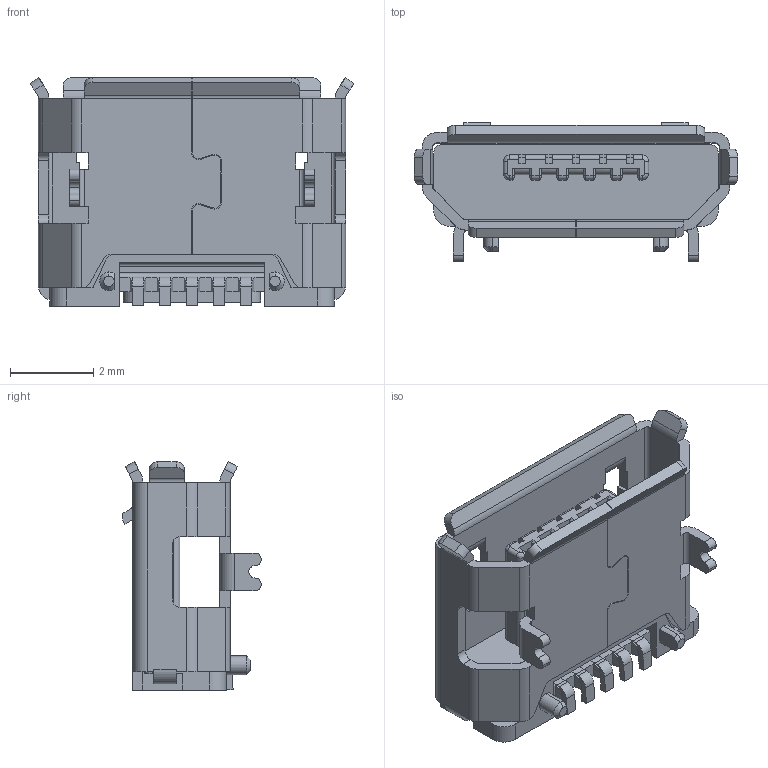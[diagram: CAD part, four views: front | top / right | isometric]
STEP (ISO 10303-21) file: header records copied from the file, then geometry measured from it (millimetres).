
FILE_DESCRIPTION(('STEP AP242'),'1');
FILE_NAME('usb3080-30-01-a.stp','2024-03-07T14:34:54',('TraceParts'),('TraceParts S.A.'),'Spatial InterOp 3D',' ',' ');
FILE_SCHEMA(('AP242_MANAGED_MODEL_BASED_3D_ENGINEERING_MIM_LF {1 0 10303 442 1 1 4}'));
Length unit declared in the file: millimetre
Products named in the file (1): usb3080-30-01-a_1
Bounding box: 7.8 x 3.34 x 5.5 mm (x, y, z)
Volume: 40.7 mm3; surface area: 296.6 mm2
Topology: 7 solids, 7 shells, 705 faces, 1994 edges, 1300 vertices
Faces by surface type: plane 476, cylinder 199, cone 16, bspline 14
Entity records: 23554 total; most frequent: CARTESIAN_POINT 5041, ORIENTED_EDGE 3988, DIRECTION 3676, EDGE_CURVE 1994, LINE 1512, VECTOR 1512, VERTEX_POINT 1300, AXIS2_PLACEMENT_3D 1082
